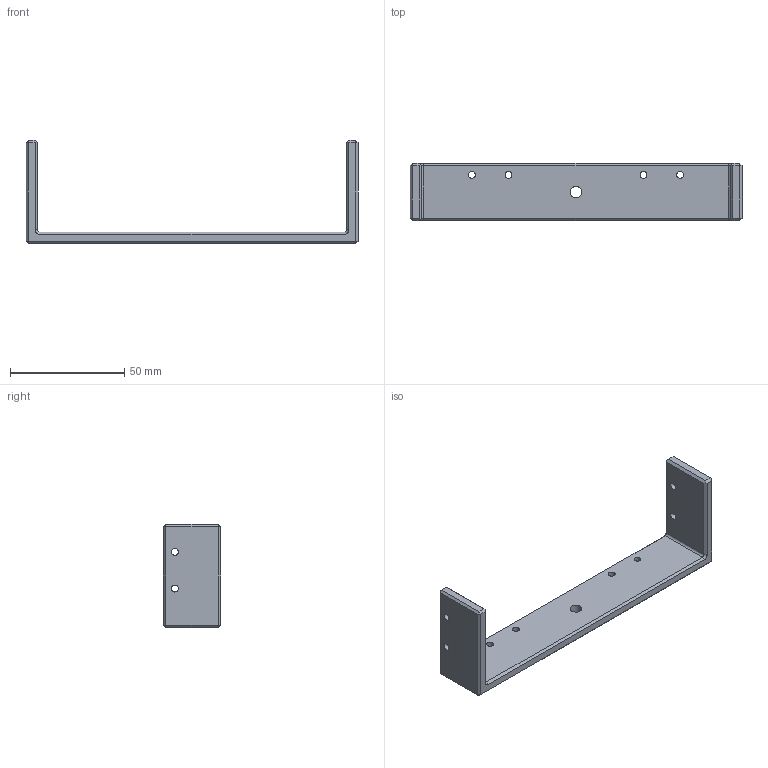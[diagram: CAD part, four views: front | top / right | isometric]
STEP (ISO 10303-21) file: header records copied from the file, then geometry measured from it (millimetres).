
FILE_DESCRIPTION(/* description */ (''),/* implementation_level */ '2;1');
FILE_NAME(/* name */ 'Stereo_Rig_Base.step',/* time_stamp */ '2020-01-13T17:01:46+08:00',/* author */ (''),/* organization */ (''),/* preprocessor_version */ 'ST-DEVELOPER v18',/* originating_system */ 'Autodesk Translation Framework v8.12.0.6',/* authorisation */ '');
FILE_SCHEMA (('AUTOMOTIVE_DESIGN { 1 0 10303 214 3 1 1 }'));
Length unit declared in the file: millimetre
Products named in the file (2): Stereo_Rig_Base; rig
Assembly tree (1 placements, depth 2):
  Stereo_Rig_Base
    rig
Bounding box: 145 x 25 x 45 mm (x, y, z)
Volume: 27223.4 mm3; surface area: 13404.3 mm2
Topology: 1 solids, 1 shells, 55 faces, 129 edges, 76 vertices
Faces by surface type: plane 40, cylinder 11, cone 4
Full cylindrical faces by diameter (mm): 3 x8, 5.116 x1
Entity records: 1620 total; most frequent: DIRECTION 273, CARTESIAN_POINT 263, ORIENTED_EDGE 258, EDGE_CURVE 129, LINE 101, VECTOR 101, AXIS2_PLACEMENT_3D 86, VERTEX_POINT 76
